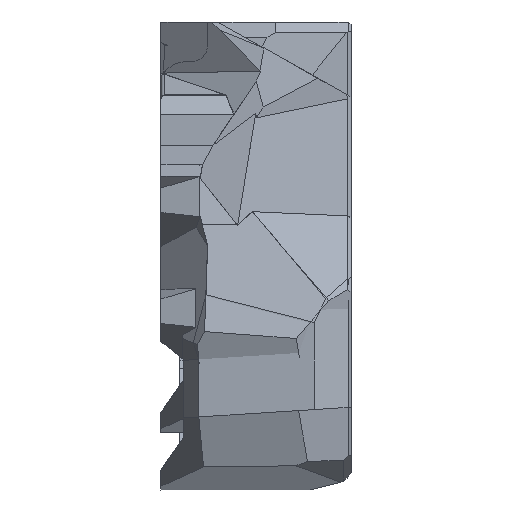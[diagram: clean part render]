
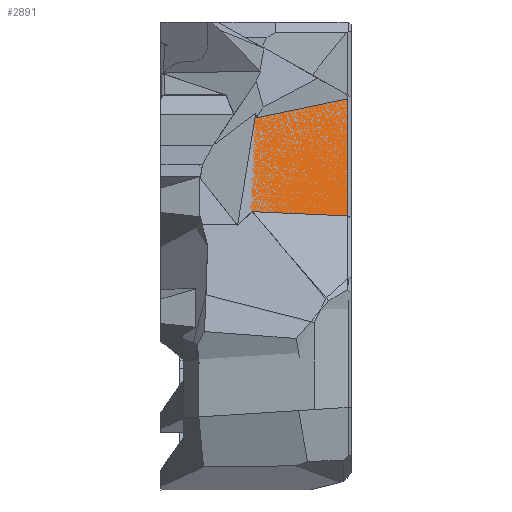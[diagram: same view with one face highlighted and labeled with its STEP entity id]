
A CAD part, left-side view. The second image highlights one B-rep face of the part: STEP entity #2891.
In plain terms, the highlighted planar face has unit normal (-0.981, -0.174, 0.086).
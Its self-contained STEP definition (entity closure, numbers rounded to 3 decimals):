
#1216=FACE_OUTER_BOUND('',#13079,.T.);
#2891=ADVANCED_FACE('',(#1216),#4544,.F.);
#4544=PLANE('',#34761);
#7856=LINE('',#42168,#10243);
#7951=LINE('',#43569,#10338);
#8228=LINE('',#55047,#10615);
#8229=LINE('',#55049,#10616);
#8231=LINE('',#55053,#10618);
#8232=LINE('',#55055,#10619);
#8233=LINE('',#55056,#10620);
#10243=VECTOR('',#36275,1.);
#10338=VECTOR('',#36448,1.);
#10615=VECTOR('',#37145,1.);
#10616=VECTOR('',#37148,1.);
#10618=VECTOR('',#37152,1.);
#10619=VECTOR('',#37153,1.);
#10620=VECTOR('',#37154,1.);
#13079=EDGE_LOOP('',(#16291,#16292,#16293,#16294,#16295,#16296,#16297));
#16291=ORIENTED_EDGE('',*,*,#29846,.F.);
#16292=ORIENTED_EDGE('',*,*,#29845,.T.);
#16293=ORIENTED_EDGE('',*,*,#29848,.T.);
#16294=ORIENTED_EDGE('',*,*,#29849,.T.);
#16295=ORIENTED_EDGE('',*,*,#28920,.T.);
#16296=ORIENTED_EDGE('',*,*,#29108,.F.);
#16297=ORIENTED_EDGE('',*,*,#29850,.T.);
#25347=VERTEX_POINT('',#42167);
#25348=VERTEX_POINT('',#42169);
#25525=VERTEX_POINT('',#43568);
#26076=VERTEX_POINT('',#55042);
#26078=VERTEX_POINT('',#55046);
#26079=VERTEX_POINT('',#55050);
#26080=VERTEX_POINT('',#55054);
#28920=EDGE_CURVE('',#25348,#25347,#7856,.T.);
#29108=EDGE_CURVE('',#25525,#25347,#7951,.T.);
#29845=EDGE_CURVE('',#26076,#26078,#8228,.T.);
#29846=EDGE_CURVE('',#26076,#26079,#8229,.T.);
#29848=EDGE_CURVE('',#26078,#26080,#8231,.T.);
#29849=EDGE_CURVE('',#26080,#25348,#8232,.T.);
#29850=EDGE_CURVE('',#25525,#26079,#8233,.T.);
#34761=AXIS2_PLACEMENT_3D('',#55057,#37155,#37156);
#36275=DIRECTION('',(0.185,-0.713,0.677));
#36448=DIRECTION('',(-0.17,0.984,0.043));
#37145=DIRECTION('',(-0.188,0.961,-0.201));
#37148=DIRECTION('',(-0.087,0.,-0.996));
#37152=DIRECTION('',(0.049,0.204,0.978));
#37153=DIRECTION('',(-0.114,0.158,-0.981));
#37154=DIRECTION('',(-0.031,-0.296,-0.955));
#37155=DIRECTION('',(0.981,0.174,-0.086));
#37156=DIRECTION('',(0.087,0.,0.996));
#42167=CARTESIAN_POINT('',(-30.596,-13.174,34.168));
#42168=CARTESIAN_POINT('',(-25.13,-34.192,54.121));
#42169=CARTESIAN_POINT('',(-31.151,-11.042,32.145));
#43568=CARTESIAN_POINT('',(-28.218,-26.908,33.563));
#43569=CARTESIAN_POINT('',(-28.163,-27.228,33.549));
#55042=CARTESIAN_POINT('',(-26.741,-26.914,50.435));
#55046=CARTESIAN_POINT('',(-29.304,-13.79,47.688));
#55047=CARTESIAN_POINT('',(-27.504,-23.008,49.617));
#55049=CARTESIAN_POINT('',(-29.251,-26.914,21.743));
#55050=CARTESIAN_POINT('',(-28.219,-26.914,33.541));
#55053=CARTESIAN_POINT('',(-29.728,-15.539,39.309));
#55054=CARTESIAN_POINT('',(-29.271,-13.651,48.353));
#55055=CARTESIAN_POINT('',(-29.942,-12.72,42.57));
#55056=CARTESIAN_POINT('',(-28.009,-24.915,39.988));
#55057=CARTESIAN_POINT('',(-27.483,-27.5,40.772));
